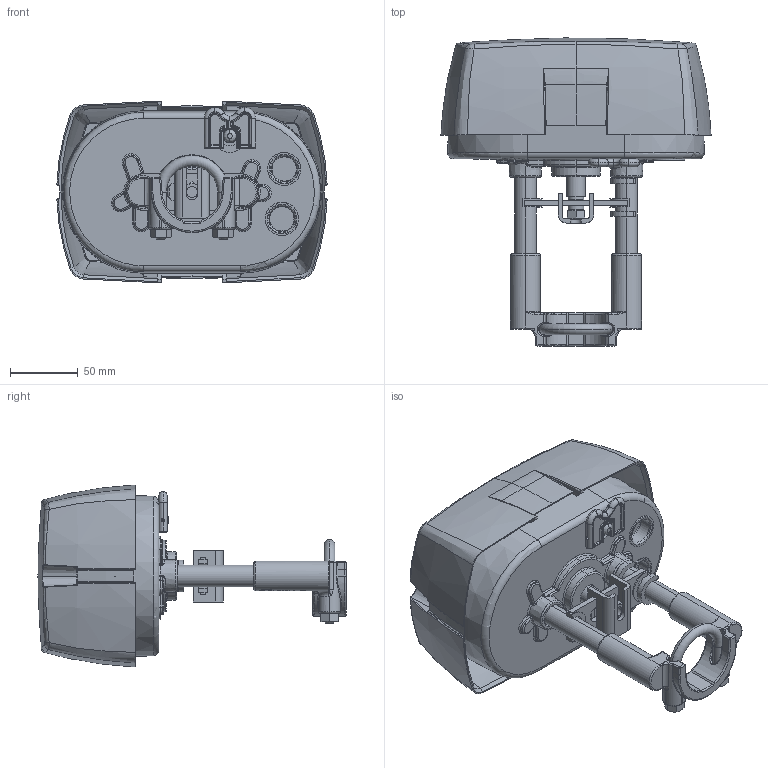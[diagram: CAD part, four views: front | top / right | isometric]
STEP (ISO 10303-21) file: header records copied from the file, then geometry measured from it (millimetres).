
FILE_DESCRIPTION(('CATIA V5 STEP Exchange'),'2;1');
FILE_NAME('8415-100.stp','2016-02-16T08:14:14+00:00',('none'),('none'),'CATIA Version 5 Release 20 SP 6 (IN-10)','CATIA V5 STEP AP203','none');
FILE_SCHEMA(('CONFIG_CONTROL_DESIGN'));
Products named in the file (2): Product1; MVE per ESBE 100 serie
Assembly tree (23 placements, depth 3):
  Product1
    #58
    MVE per ESBE 100 serie
      #89  x2
      #3866
      #11640  x2
      #12129
      #12461
      #13889
      #16036
      #37641
      #38196  x2
      #38754
      #39635
      #68231
      #78486
    #80646
    #129082  x3
    #129614
Bounding box: 200.04 x 228.06 x 134.7 mm (x, y, z)
Volume: 514572 mm3; surface area: 292075.8 mm2
Topology: 22 solids, 22 shells, 3137 faces, 8774 edges, 5837 vertices
Faces by surface type: plane 1108, cylinder 598, bspline 521, torus 278, extrusion 276, cone 160, revolution 103, sphere 93
Entity records: 129505 total; most frequent: CARTESIAN_POINT 62503, ORIENTED_EDGE 16540, DIRECTION 8763, EDGE_CURVE 8270, VERTEX_POINT 5505, B_SPLINE_CURVE_WITH_KNOTS 3786, VECTOR 3438, AXIS2_PLACEMENT_3D 3348
